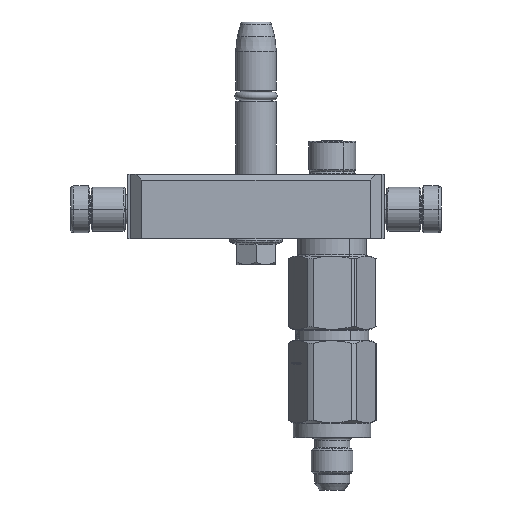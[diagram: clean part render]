
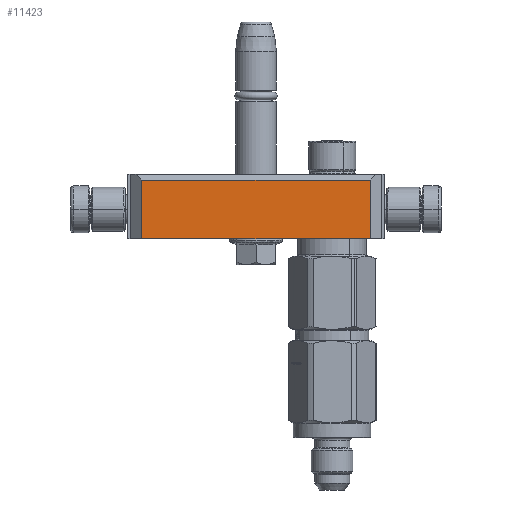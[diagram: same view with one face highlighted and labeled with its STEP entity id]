
A CAD part, left-side view. The second image highlights one B-rep face of the part: STEP entity #11423.
In plain terms, the highlighted planar face has unit normal (-1, 0, 0).
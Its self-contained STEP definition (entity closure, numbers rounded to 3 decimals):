
#2497 = LINE ( 'NONE', #6486, #37132 ) ;
#2873 = DIRECTION ( 'NONE',  ( 0., 1., 0. ) ) ;
#5293 = ORIENTED_EDGE ( 'NONE', *, *, #34207, .T. ) ;
#5640 = CARTESIAN_POINT ( 'NONE',  ( -40., 39., 2. ) ) ;
#6486 = CARTESIAN_POINT ( 'NONE',  ( -40., -39., 2. ) ) ;
#7079 = VECTOR ( 'NONE', #35386, 1000. ) ;
#8633 = CARTESIAN_POINT ( 'NONE',  ( -40., 39., 22. ) ) ;
#9487 = CARTESIAN_POINT ( 'NONE',  ( -40., 39., 22. ) ) ;
#9958 = VERTEX_POINT ( 'NONE', #41149 ) ;
#11423 = ADVANCED_FACE ( 'NONE', ( #38205 ), #41623, .T. ) ;
#11439 = CARTESIAN_POINT ( 'NONE',  ( -40., -39., 22. ) ) ;
#11778 = EDGE_CURVE ( 'NONE', #45283, #47350, #2497, .T. ) ;
#14269 = VECTOR ( 'NONE', #20152, 1000. ) ;
#15019 = ORIENTED_EDGE ( 'NONE', *, *, #47361, .F. ) ;
#16497 = CARTESIAN_POINT ( 'NONE',  ( -40., -39., 22. ) ) ;
#19086 = CARTESIAN_POINT ( 'NONE',  ( -40., 44., 0. ) ) ;
#19503 = LINE ( 'NONE', #9487, #7079 ) ;
#20152 = DIRECTION ( 'NONE',  ( 0., 0., -1. ) ) ;
#20331 = ORIENTED_EDGE ( 'NONE', *, *, #33577, .F. ) ;
#22685 = DIRECTION ( 'NONE',  ( 0., -1., 0. ) ) ;
#24542 = VERTEX_POINT ( 'NONE', #11439 ) ;
#26770 = AXIS2_PLACEMENT_3D ( 'NONE', #19086, #41784, #22685 ) ;
#30213 = LINE ( 'NONE', #16497, #14269 ) ;
#33577 = EDGE_CURVE ( 'NONE', #24542, #45283, #30213, .T. ) ;
#34207 = EDGE_CURVE ( 'NONE', #9958, #47350, #19503, .T. ) ;
#35386 = DIRECTION ( 'NONE',  ( 0., 0., -1. ) ) ;
#35494 = DIRECTION ( 'NONE',  ( 0., -1., 0. ) ) ;
#35579 = LINE ( 'NONE', #8633, #45563 ) ;
#36235 = CARTESIAN_POINT ( 'NONE',  ( -40., -39., 2. ) ) ;
#37132 = VECTOR ( 'NONE', #2873, 1000. ) ;
#37556 = EDGE_LOOP ( 'NONE', ( #15019, #5293, #42939, #20331 ) ) ;
#38205 = FACE_OUTER_BOUND ( 'NONE', #37556, .T. ) ;
#41149 = CARTESIAN_POINT ( 'NONE',  ( -40., 39., 22. ) ) ;
#41623 = PLANE ( 'NONE',  #26770 ) ;
#41784 = DIRECTION ( 'NONE',  ( -1., 0., 0. ) ) ;
#42939 = ORIENTED_EDGE ( 'NONE', *, *, #11778, .F. ) ;
#45283 = VERTEX_POINT ( 'NONE', #36235 ) ;
#45563 = VECTOR ( 'NONE', #35494, 1000. ) ;
#47350 = VERTEX_POINT ( 'NONE', #5640 ) ;
#47361 = EDGE_CURVE ( 'NONE', #9958, #24542, #35579, .T. ) ;
